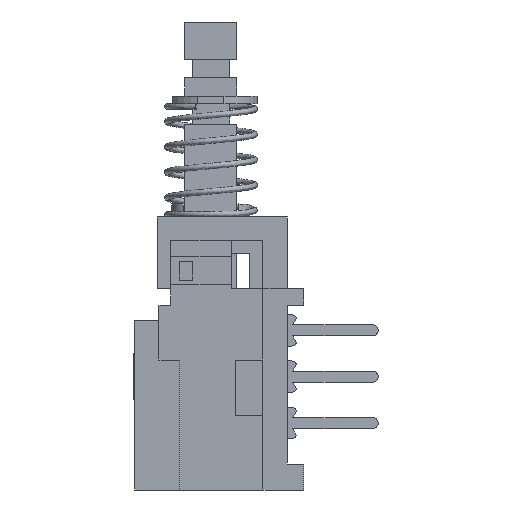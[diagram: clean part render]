
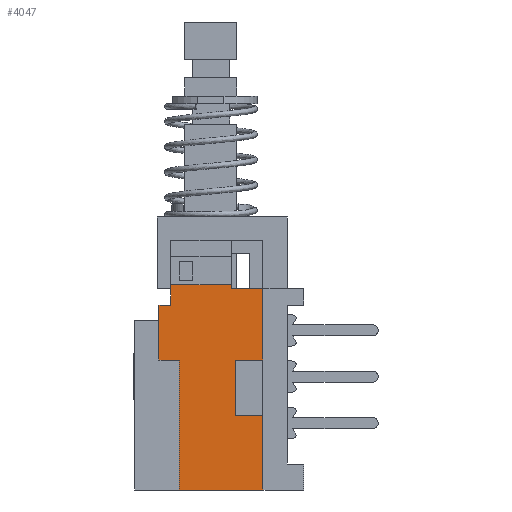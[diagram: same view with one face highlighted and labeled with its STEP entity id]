
A CAD part, left-side view. The second image highlights one B-rep face of the part: STEP entity #4047.
In plain terms, the highlighted planar face has unit normal (-1, 0, 0).
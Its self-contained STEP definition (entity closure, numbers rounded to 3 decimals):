
#3862=CARTESIAN_POINT('',(-3.65,2.8,-4.4));
#3863=VERTEX_POINT('',#3862);
#3872=CARTESIAN_POINT('',(-3.65,2.171,-4.4));
#3873=VERTEX_POINT('',#3872);
#3874=CARTESIAN_POINT('',(-3.65,2.171,-4.4));
#3875=DIRECTION('',(0.0,1.0,0.0));
#3876=VECTOR('',#3875,0.629);
#3877=LINE('',#3874,#3876);
#3878=EDGE_CURVE('',#3873,#3863,#3877,.T.);
#3937=CARTESIAN_POINT('',(-3.65,-2.8,-3.5));
#3938=DIRECTION('',(-1.0,0.0,0.0));
#3939=DIRECTION('',(0.0,0.0,1.0));
#3940=AXIS2_PLACEMENT_3D('',#3937,#3938,#3939);
#3941=PLANE('',#3940);
#3942=CARTESIAN_POINT('',(-3.65,2.171,-3.3));
#3943=VERTEX_POINT('',#3942);
#3944=CARTESIAN_POINT('',(-3.65,2.171,-3.3));
#3945=DIRECTION('',(0.0,0.0,-1.0));
#3946=VECTOR('',#3945,1.1);
#3947=LINE('',#3944,#3946);
#3948=EDGE_CURVE('',#3943,#3873,#3947,.T.);
#3949=ORIENTED_EDGE('',*,*,#3948,.T.);
#3950=ORIENTED_EDGE('',*,*,#3878,.T.);
#3951=CARTESIAN_POINT('',(-3.65,2.8,-7.35));
#3952=VERTEX_POINT('',#3951);
#3953=CARTESIAN_POINT('',(-3.65,2.8,-4.4));
#3954=DIRECTION('',(0.0,0.0,-1.0));
#3955=VECTOR('',#3954,2.95);
#3956=LINE('',#3953,#3955);
#3957=EDGE_CURVE('',#3863,#3952,#3956,.T.);
#3958=ORIENTED_EDGE('',*,*,#3957,.T.);
#3959=CARTESIAN_POINT('',(-3.65,1.7,-7.35));
#3960=VERTEX_POINT('',#3959);
#3961=CARTESIAN_POINT('',(-3.65,1.7,-7.35));
#3962=DIRECTION('',(0.0,1.0,0.0));
#3963=VECTOR('',#3962,1.1);
#3964=LINE('',#3961,#3963);
#3965=EDGE_CURVE('',#3960,#3952,#3964,.T.);
#3966=ORIENTED_EDGE('',*,*,#3965,.F.);
#3967=CARTESIAN_POINT('',(-3.65,1.7,-14.35));
#3968=VERTEX_POINT('',#3967);
#3969=CARTESIAN_POINT('',(-3.65,1.7,-7.35));
#3970=DIRECTION('',(0.0,0.0,-1.0));
#3971=VECTOR('',#3970,7.);
#3972=LINE('',#3969,#3971);
#3973=EDGE_CURVE('',#3960,#3968,#3972,.T.);
#3974=ORIENTED_EDGE('',*,*,#3973,.T.);
#3975=CARTESIAN_POINT('',(-3.65,-2.8,-14.35));
#3976=VERTEX_POINT('',#3975);
#3977=CARTESIAN_POINT('',(-3.65,-2.8,-14.35));
#3978=DIRECTION('',(0.0,1.0,0.0));
#3979=VECTOR('',#3978,4.5);
#3980=LINE('',#3977,#3979);
#3981=EDGE_CURVE('',#3976,#3968,#3980,.T.);
#3982=ORIENTED_EDGE('',*,*,#3981,.F.);
#3983=CARTESIAN_POINT('',(-3.65,-2.8,-10.35));
#3984=VERTEX_POINT('',#3983);
#3985=CARTESIAN_POINT('',(-3.65,-2.8,-14.35));
#3986=DIRECTION('',(0.0,0.0,1.0));
#3987=VECTOR('',#3986,4.0);
#3988=LINE('',#3985,#3987);
#3989=EDGE_CURVE('',#3976,#3984,#3988,.T.);
#3990=ORIENTED_EDGE('',*,*,#3989,.T.);
#3991=CARTESIAN_POINT('',(-3.65,-1.3,-10.35));
#3992=VERTEX_POINT('',#3991);
#3993=CARTESIAN_POINT('',(-3.65,-2.8,-10.35));
#3994=DIRECTION('',(0.0,1.0,0.0));
#3995=VECTOR('',#3994,1.5);
#3996=LINE('',#3993,#3995);
#3997=EDGE_CURVE('',#3984,#3992,#3996,.T.);
#3998=ORIENTED_EDGE('',*,*,#3997,.T.);
#3999=CARTESIAN_POINT('',(-3.65,-1.3,-7.35));
#4000=VERTEX_POINT('',#3999);
#4001=CARTESIAN_POINT('',(-3.65,-1.3,-10.35));
#4002=DIRECTION('',(0.0,0.0,1.0));
#4003=VECTOR('',#4002,3.0);
#4004=LINE('',#4001,#4003);
#4005=EDGE_CURVE('',#3992,#4000,#4004,.T.);
#4006=ORIENTED_EDGE('',*,*,#4005,.T.);
#4007=CARTESIAN_POINT('',(-3.65,-2.8,-7.35));
#4008=VERTEX_POINT('',#4007);
#4009=CARTESIAN_POINT('',(-3.65,-1.3,-7.35));
#4010=DIRECTION('',(0.0,-1.0,0.0));
#4011=VECTOR('',#4010,1.5);
#4012=LINE('',#4009,#4011);
#4013=EDGE_CURVE('',#4000,#4008,#4012,.T.);
#4014=ORIENTED_EDGE('',*,*,#4013,.T.);
#4015=CARTESIAN_POINT('',(-3.65,-2.8,-3.5));
#4016=VERTEX_POINT('',#4015);
#4017=CARTESIAN_POINT('',(-3.65,-2.8,-7.35));
#4018=DIRECTION('',(0.0,0.0,1.0));
#4019=VECTOR('',#4018,3.85);
#4020=LINE('',#4017,#4019);
#4021=EDGE_CURVE('',#4008,#4016,#4020,.T.);
#4022=ORIENTED_EDGE('',*,*,#4021,.T.);
#4023=CARTESIAN_POINT('',(-3.65,-1.1,-3.5));
#4024=VERTEX_POINT('',#4023);
#4025=CARTESIAN_POINT('',(-3.65,-2.8,-3.5));
#4026=DIRECTION('',(0.0,1.0,0.0));
#4027=VECTOR('',#4026,1.7);
#4028=LINE('',#4025,#4027);
#4029=EDGE_CURVE('',#4016,#4024,#4028,.T.);
#4030=ORIENTED_EDGE('',*,*,#4029,.T.);
#4031=CARTESIAN_POINT('',(-3.65,-1.1,-3.3));
#4032=VERTEX_POINT('',#4031);
#4033=CARTESIAN_POINT('',(-3.65,-1.1,-3.5));
#4034=DIRECTION('',(0.0,0.0,1.0));
#4035=VECTOR('',#4034,0.2);
#4036=LINE('',#4033,#4035);
#4037=EDGE_CURVE('',#4024,#4032,#4036,.T.);
#4038=ORIENTED_EDGE('',*,*,#4037,.T.);
#4039=CARTESIAN_POINT('',(-3.65,-1.1,-3.3));
#4040=DIRECTION('',(0.0,1.0,0.0));
#4041=VECTOR('',#4040,3.271);
#4042=LINE('',#4039,#4041);
#4043=EDGE_CURVE('',#4032,#3943,#4042,.T.);
#4044=ORIENTED_EDGE('',*,*,#4043,.T.);
#4045=EDGE_LOOP('',(#3949,#3950,#3958,#3966,#3974,#3982,#3990,#3998,#4006,#4014,#4022,#4030,#4038,#4044));
#4046=FACE_OUTER_BOUND('',#4045,.T.);
#4047=ADVANCED_FACE('',(#4046),#3941,.T.);
